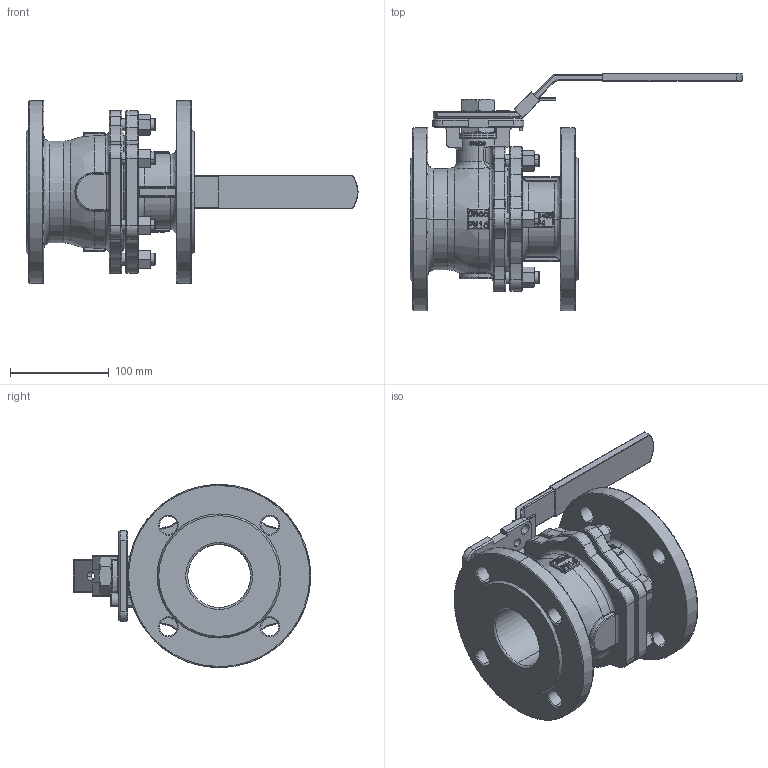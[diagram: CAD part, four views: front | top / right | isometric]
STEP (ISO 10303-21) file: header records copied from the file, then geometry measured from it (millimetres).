
FILE_DESCRIPTION (( 'STEP AP203' ), '1' );
FILE_NAME ('KV-L6K DN65.STEP', '2020-07-04T03:30:43', ( '' ), ( '' ), 'SwSTEP 2.0', 'SolidWorks 2013', '' );
FILE_SCHEMA (( 'CONFIG_CONTROL_DESIGN' ));
Products named in the file (1): KV-L6K DN65
Bounding box: 335.54 x 239.85 x 185 mm (x, y, z)
Volume: 1900036.4 mm3; surface area: 346987 mm2
Topology: 25 solids, 25 shells, 1517 faces, 3689 edges, 2250 vertices
Faces by surface type: plane 583, bspline 358, cylinder 354, cone 222
Entity records: 70393 total; most frequent: CARTESIAN_POINT 37238, ORIENTED_EDGE 7312, DIRECTION 6122, EDGE_CURVE 3656, VERTEX_POINT 2250, AXIS2_PLACEMENT_3D 2192, LINE 1738, VECTOR 1738
